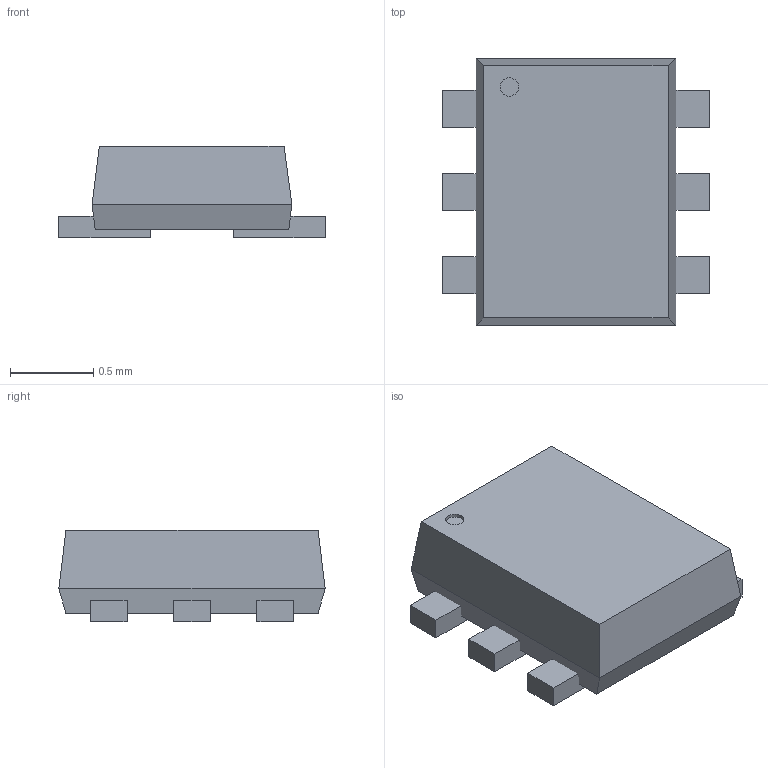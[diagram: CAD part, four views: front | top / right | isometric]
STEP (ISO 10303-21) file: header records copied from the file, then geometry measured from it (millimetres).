
FILE_DESCRIPTION(('FreeCAD Model'),'2;1');
FILE_NAME('SOT-563.step','2016-06-10T18:52:07',( 'Author'),(''),'Open CASCADE STEP processor 6.8','FreeCAD','Unknown' );
FILE_SCHEMA(('AUTOMOTIVE_DESIGN_CC2 { 1 2 10303 214 -1 1 5 4 }'));
Length unit declared in the file: inch
Products named in the file (3): ASSEMBLY; pads; body
Assembly tree (2 placements, depth 2):
  ASSEMBLY
    pads
    body
Bounding box: 1.6 x 1.6 x 0.55 mm (x, y, z)
Volume: 1 mm3; surface area: 8.9 mm2
Topology: 7 solids, 7 shells, 48 faces, 95 edges, 62 vertices
Faces by surface type: plane 39, bspline 8, cylinder 1
Full cylindrical faces by diameter (mm): 0.11 x1
Entity records: 2538 total; most frequent: CARTESIAN_POINT 444, DIRECTION 356, LINE 265, VECTOR 265, ORIENTED_EDGE 190, PCURVE 190, DEFINITIONAL_REPRESENTATION 190, EDGE_CURVE 95
